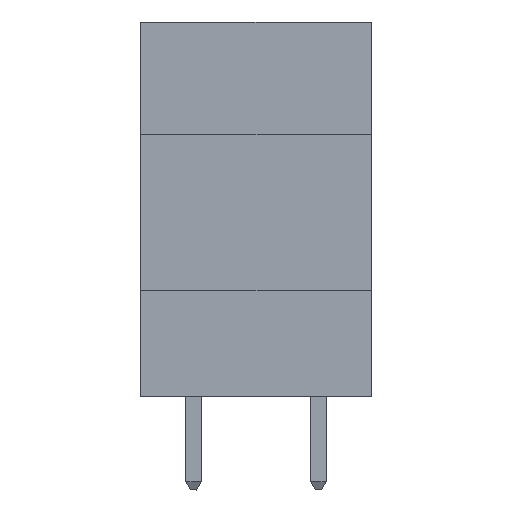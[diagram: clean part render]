
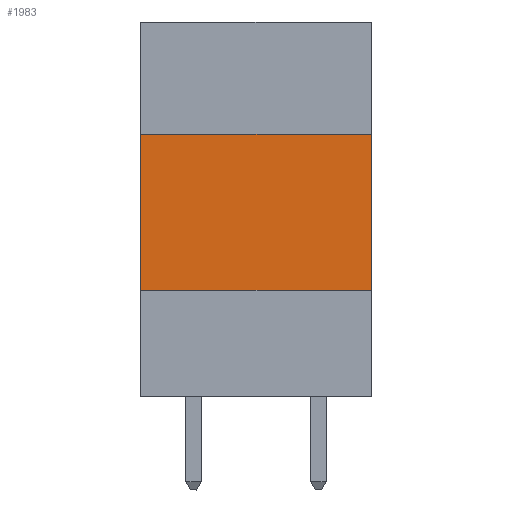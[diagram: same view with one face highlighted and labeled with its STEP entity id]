
A CAD part, left-side view. The second image highlights one B-rep face of the part: STEP entity #1983.
In plain terms, the highlighted planar face has unit normal (-1, 0, 0).
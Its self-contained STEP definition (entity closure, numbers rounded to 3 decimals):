
#1983=ADVANCED_FACE('NONE',(#3921),#3922,.F.);
#3921=FACE_OUTER_BOUND('',#5938,.T.);
#3922=PLANE('',#5939);
#5938=EDGE_LOOP('',(#10959,#10960,#10961,#10962));
#5939=AXIS2_PLACEMENT_3D('',#10963,#10964,#10965);
#10959=ORIENTED_EDGE('',*,*,#15715,.F.);
#10960=ORIENTED_EDGE('',*,*,#14022,.F.);
#10961=ORIENTED_EDGE('',*,*,#15716,.F.);
#10962=ORIENTED_EDGE('',*,*,#14701,.T.);
#10963=CARTESIAN_POINT('',(0.0,15.24,0.0));
#10964=DIRECTION('',(1.0,0.0,0.0));
#10965=DIRECTION('',(0.0,1.0,0.0));
#14022=EDGE_CURVE('NONE',#17101,#17103,#17104,.T.);
#14701=EDGE_CURVE('NONE',#18292,#18290,#18293,.T.);
#15715=EDGE_CURVE('NONE',#17103,#18290,#19771,.T.);
#15716=EDGE_CURVE('NONE',#18292,#17101,#19772,.T.);
#17101=VERTEX_POINT('NONE',#21611);
#17103=VERTEX_POINT('NONE',#21614);
#17104=LINE('',#21615,#21616);
#18290=VERTEX_POINT('NONE',#23400);
#18292=VERTEX_POINT('NONE',#23403);
#18293=LINE('',#23404,#23405);
#19771=LINE('',#25666,#25667);
#19772=LINE('',#25668,#25669);
#21611=CARTESIAN_POINT('',(0.0,10.668,0.0));
#21614=CARTESIAN_POINT('',(0.0,4.318,0.0));
#21615=CARTESIAN_POINT('',(0.0,15.24,0.0));
#21616=VECTOR('',#27001,1.0);
#23400=CARTESIAN_POINT('',(0.0,4.318,-9.398));
#23403=CARTESIAN_POINT('',(0.0,10.668,-9.398));
#23404=CARTESIAN_POINT('',(0.0,15.24,-9.398));
#23405=VECTOR('',#27619,1.0);
#25666=CARTESIAN_POINT('',(0.0,4.318,0.0));
#25667=VECTOR('',#28493,1.0);
#25668=CARTESIAN_POINT('',(0.0,10.668,0.0));
#25669=VECTOR('',#28494,1.0);
#27001=DIRECTION('',(0.0,-1.0,0.0));
#27619=DIRECTION('',(0.0,-1.0,0.0));
#28493=DIRECTION('',(0.0,0.0,-1.0));
#28494=DIRECTION('',(0.0,0.0,1.0));
